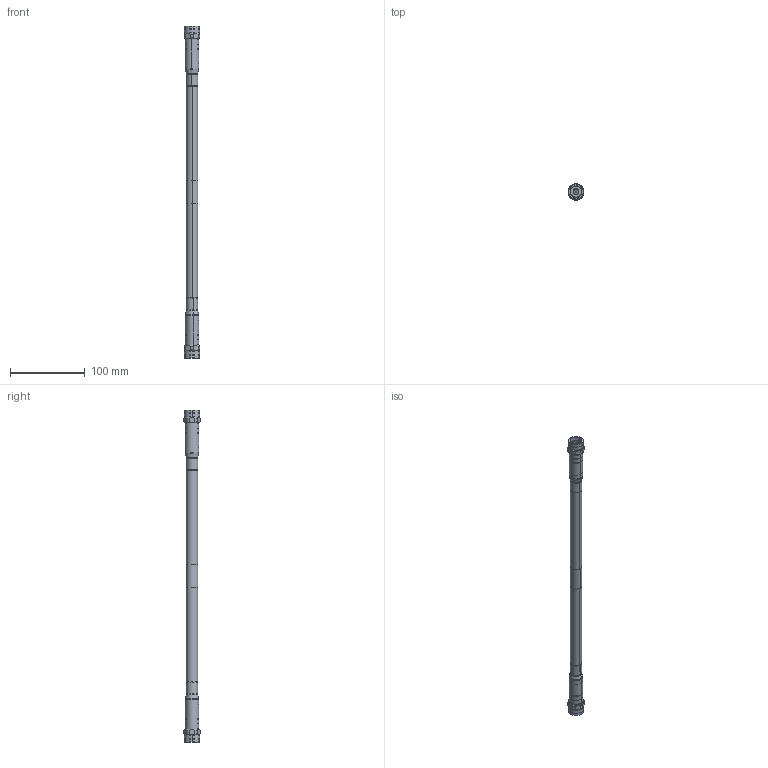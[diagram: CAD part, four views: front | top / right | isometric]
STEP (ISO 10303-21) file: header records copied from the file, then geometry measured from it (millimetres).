
FILE_DESCRIPTION (( 'STEP AP214' ), '1' );
FILE_NAME ('FMC00854_3D.step', '2024-01-26T20:40:35', ( '' ), ( '' ), 'SwSTEP 2.0', 'SolidWorks 2022', '' );
FILE_SCHEMA (( 'AUTOMOTIVE_DESIGN' ));
Length unit declared in the file: inch
Products named in the file (7): EZ-600-NMH-X_body; EZ-600-NMH-X_ferrule; LMR-600_HEATSHRINK_3_FOR N-MALE CONN; LMR-LW600; FMC00854_3D; EZ-600-NMH-X; 1AW01-003_.63 x 1.5" LENGTH
Assembly tree (8 placements, depth 3):
  FMC00854_3D
    1AW01-003_.63 x 1.5" LENGTH
    LMR-LW600
    EZ-600-NMH-X  x2
      EZ-600-NMH-X_body
      EZ-600-NMH-X_ferrule
    LMR-600_HEATSHRINK_3_FOR N-MALE CONN  x2
Bounding box: 20.57 x 21.93 x 445.4 mm (x, y, z)
Volume: 81163.2 mm3; surface area: 47863.4 mm2
Topology: 8 solids, 8 shells, 270 faces, 566 edges, 330 vertices
Faces by surface type: cylinder 106, cone 100, plane 48, torus 16
Entity records: 4128 total; most frequent: DIRECTION 740, CARTESIAN_POINT 717, ORIENTED_EDGE 580, AXIS2_PLACEMENT_3D 314, EDGE_CURVE 290, VERTEX_POINT 171, CIRCLE 162, EDGE_LOOP 157
